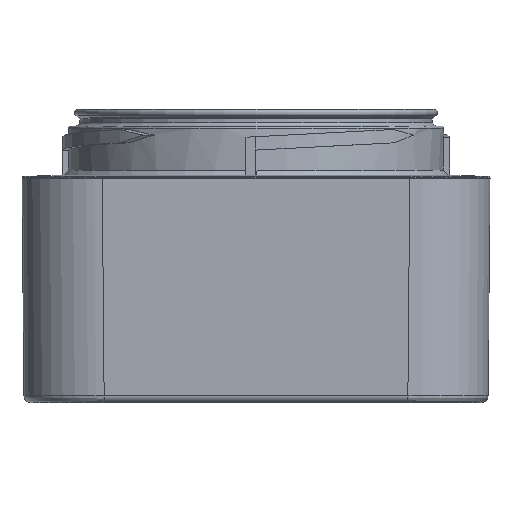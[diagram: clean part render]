
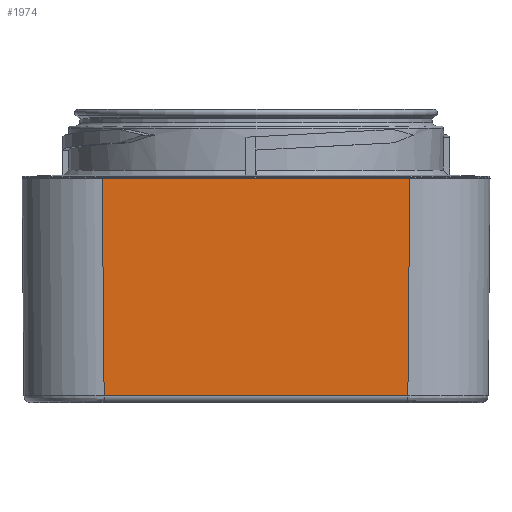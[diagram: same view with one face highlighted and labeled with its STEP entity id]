
A CAD part, front view. The second image highlights one B-rep face of the part: STEP entity #1974.
In plain terms, the highlighted planar face has unit normal (0, -1, -0.009).
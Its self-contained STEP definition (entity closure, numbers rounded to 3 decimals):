
#135=PLANE('',#2168);
#564=ORIENTED_EDGE('',*,*,#1044,.F.);
#565=ORIENTED_EDGE('',*,*,#1047,.F.);
#566=ORIENTED_EDGE('',*,*,#1048,.F.);
#567=ORIENTED_EDGE('',*,*,#1033,.F.);
#1033=EDGE_CURVE('',#1264,#1276,#1427,.T.);
#1044=EDGE_CURVE('',#1284,#1264,#1435,.T.);
#1047=EDGE_CURVE('',#1286,#1284,#1436,.T.);
#1048=EDGE_CURVE('',#1276,#1286,#1437,.F.);
#1264=VERTEX_POINT('',#3594);
#1276=VERTEX_POINT('',#3628);
#1284=VERTEX_POINT('',#3654);
#1286=VERTEX_POINT('',#3682);
#1427=LINE('',#3629,#1551);
#1435=LINE('',#3655,#1559);
#1436=LINE('',#3681,#1560);
#1437=LINE('',#3683,#1561);
#1551=VECTOR('',#2573,1000.);
#1559=VECTOR('',#2593,1000.);
#1560=VECTOR('',#2600,1000.);
#1561=VECTOR('',#2601,1000.);
#1664=EDGE_LOOP('',(#564,#565,#566,#567));
#1808=FACE_BOUND('',#1664,.T.);
#1974=ADVANCED_FACE('',(#1808),#135,.T.);
#2168=AXIS2_PLACEMENT_3D('',#3680,#2598,#2599);
#2573=DIRECTION('',(-1.,0.,0.));
#2593=DIRECTION('',(-0.009,0.009,-1.));
#2598=DIRECTION('',(0.,-1.,-0.009));
#2599=DIRECTION('',(0.,-0.009,1.));
#2600=DIRECTION('',(1.,0.,0.));
#2601=DIRECTION('',(0.009,0.009,-1.));
#3594=CARTESIAN_POINT('',(22.581,-34.509,-42.603));
#3628=CARTESIAN_POINT('',(-22.581,-34.509,-42.603));
#3629=CARTESIAN_POINT('',(0.,-34.509,-42.603));
#3654=CARTESIAN_POINT('',(22.863,-34.791,-10.288));
#3655=CARTESIAN_POINT('',(22.574,-34.502,-43.484));
#3680=CARTESIAN_POINT('',(0.,-34.791,-10.288));
#3681=CARTESIAN_POINT('',(22.863,-34.791,-10.288));
#3682=CARTESIAN_POINT('',(-22.863,-34.791,-10.288));
#3683=CARTESIAN_POINT('',(-22.864,-34.792,-10.184));
